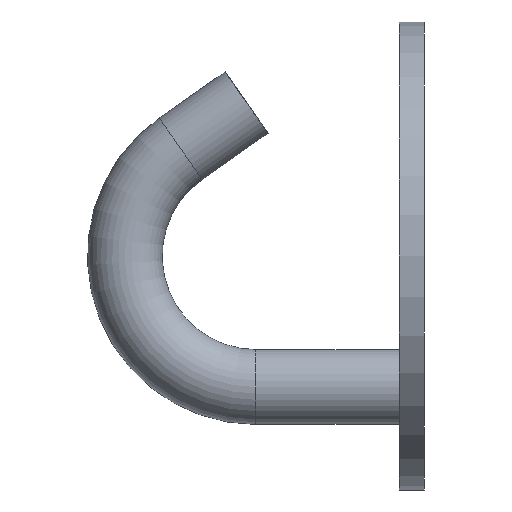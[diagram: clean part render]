
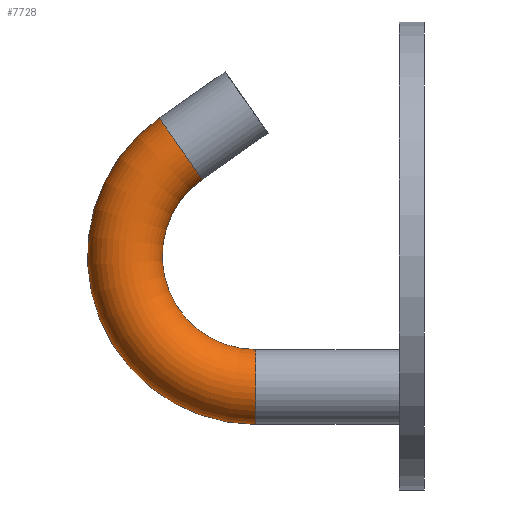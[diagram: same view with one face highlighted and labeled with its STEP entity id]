
A CAD part, left-side view. The second image highlights one B-rep face of the part: STEP entity #7728.
In plain terms, the highlighted toroidal (fillet/blend) face has major radius 14 mm and minor radius 4 mm.
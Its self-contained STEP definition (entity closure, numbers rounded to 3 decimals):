
#130 = DIRECTION ( 'NONE',  ( 0., 0., -1. ) ) ;
#348 = CARTESIAN_POINT ( 'NONE',  ( 0., 18., 0. ) ) ;
#419 = ORIENTED_EDGE ( 'NONE', *, *, #4022, .T. ) ;
#530 = AXIS2_PLACEMENT_3D ( 'NONE', #12157, #1039, #3367 ) ;
#734 = VERTEX_POINT ( 'NONE', #8706 ) ;
#768 = CARTESIAN_POINT ( 'NONE',  ( 0., 26.03, 11.468 ) ) ;
#1039 = DIRECTION ( 'NONE',  ( 0., -1., 0. ) ) ;
#1137 = AXIS2_PLACEMENT_3D ( 'NONE', #1256, #7586, #3798 ) ;
#1256 = CARTESIAN_POINT ( 'NONE',  ( 0., 18., 0. ) ) ;
#2158 = EDGE_CURVE ( 'NONE', #7085, #12491, #11443, .T. ) ;
#2257 = CARTESIAN_POINT ( 'NONE',  ( 0., 18., -18. ) ) ;
#2891 = FACE_OUTER_BOUND ( 'NONE', #6281, .T. ) ;
#3055 = AXIS2_PLACEMENT_3D ( 'NONE', #348, #15425, #130 ) ;
#3303 = DIRECTION ( 'NONE',  ( 0., 0.574, 0.819 ) ) ;
#3367 = DIRECTION ( 'NONE',  ( 0., 0., -1. ) ) ;
#3798 = DIRECTION ( 'NONE',  ( 0., 0., -1. ) ) ;
#4022 = EDGE_CURVE ( 'NONE', #734, #7085, #15535, .T. ) ;
#4526 = EDGE_CURVE ( 'NONE', #13609, #12491, #8239, .T. ) ;
#4938 = AXIS2_PLACEMENT_3D ( 'NONE', #8393, #13417, #12035 ) ;
#5046 = ORIENTED_EDGE ( 'NONE', *, *, #7629, .F. ) ;
#5871 = ORIENTED_EDGE ( 'NONE', *, *, #2158, .T. ) ;
#6207 = CIRCLE ( 'NONE', #530, 4. ) ;
#6281 = EDGE_LOOP ( 'NONE', ( #15384, #5046, #419, #5871 ) ) ;
#6908 = CARTESIAN_POINT ( 'NONE',  ( 0., 23.736, 8.192 ) ) ;
#7085 = VERTEX_POINT ( 'NONE', #6908 ) ;
#7586 = DIRECTION ( 'NONE',  ( 1., 0., 0. ) ) ;
#7629 = EDGE_CURVE ( 'NONE', #734, #13609, #6207, .T. ) ;
#7728 = ADVANCED_FACE ( 'NONE', ( #2891 ), #14883, .T. ) ;
#8239 = CIRCLE ( 'NONE', #4938, 18. ) ;
#8393 = CARTESIAN_POINT ( 'NONE',  ( 0., 18., 0. ) ) ;
#8706 = CARTESIAN_POINT ( 'NONE',  ( 0., 18., -10. ) ) ;
#10784 = DIRECTION ( 'NONE',  ( 0., 0.819, -0.574 ) ) ;
#11226 = CARTESIAN_POINT ( 'NONE',  ( 0., 28.324, 14.745 ) ) ;
#11443 = CIRCLE ( 'NONE', #15768, 4. ) ;
#12035 = DIRECTION ( 'NONE',  ( 0., 0., -1. ) ) ;
#12157 = CARTESIAN_POINT ( 'NONE',  ( 0., 18., -14. ) ) ;
#12491 = VERTEX_POINT ( 'NONE', #11226 ) ;
#13417 = DIRECTION ( 'NONE',  ( 1., 0., 0. ) ) ;
#13609 = VERTEX_POINT ( 'NONE', #2257 ) ;
#14883 = TOROIDAL_SURFACE ( 'NONE', #1137, 14., 4. ) ;
#15384 = ORIENTED_EDGE ( 'NONE', *, *, #4526, .F. ) ;
#15425 = DIRECTION ( 'NONE',  ( 1., 0., 0. ) ) ;
#15535 = CIRCLE ( 'NONE', #3055, 10. ) ;
#15768 = AXIS2_PLACEMENT_3D ( 'NONE', #768, #10784, #3303 ) ;
